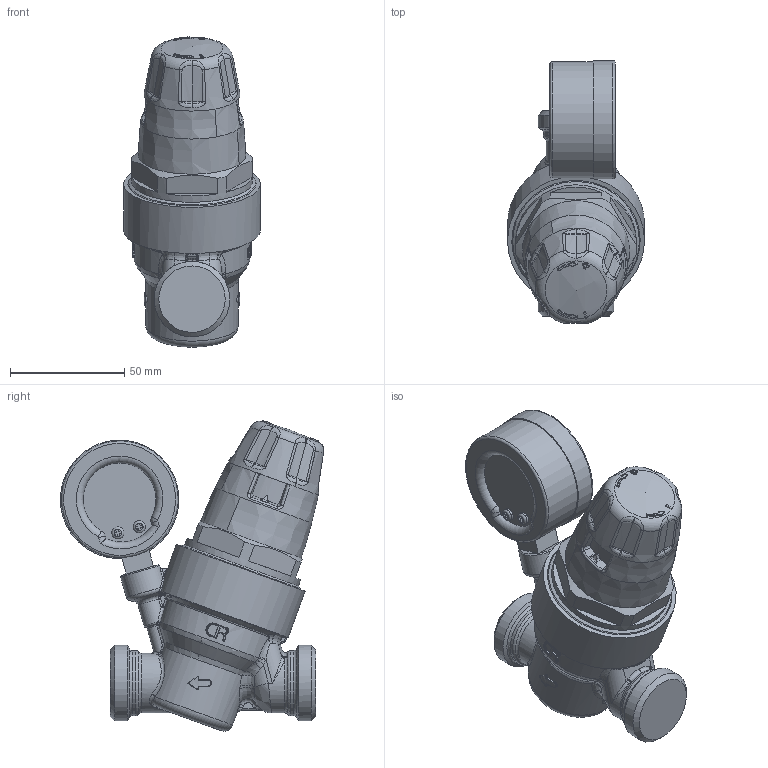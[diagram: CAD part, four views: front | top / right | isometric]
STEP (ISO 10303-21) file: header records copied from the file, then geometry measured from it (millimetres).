
FILE_DESCRIPTION(/* description */ (''),/* implementation_level */ '2;1');
FILE_NAME(/* name */ 'NA535851HA_Simplify_1.stp',/* time_stamp */ '2025-08-19T10:28:39-05:00',/* author */ ('ischreiner'),/* organization */ (''),/* preprocessor_version */ 'ST-DEVELOPER v20',/* originating_system */ 'Autodesk Inventor 2025',/* authorisation */ '');
FILE_SCHEMA (('AUTOMOTIVE_DESIGN { 1 0 10303 214 3 1 1 }'));
Length unit declared in the file: inch
Products named in the file (1): NA535851HA_Simplify_1
Bounding box: 59.99 x 115.27 x 135.88 mm (x, y, z)
Volume: 313166.5 mm3; surface area: 41040.7 mm2
Topology: 2 solids, 2 shells, 812 faces, 2035 edges, 1228 vertices
Faces by surface type: bspline 332, plane 168, cylinder 167, torus 78, sphere 39, cone 28
Full cylindrical faces by diameter (mm): 1.089 x2, 2.723 x1, 3.81 x1, 5.3 x2, 7.95 x1, 10.16 x1, 18 x1, 26 x1, 28.5 x2, 33.1 x2, 44 x1, 51 x1, 52 x1, 53 x1, 60 x1
Entity records: 47181 total; most frequent: CARTESIAN_POINT 28597, ORIENTED_EDGE 4012, DIRECTION 3280, EDGE_CURVE 2006, AXIS2_PLACEMENT_3D 1418, VERTEX_POINT 1228, EDGE_LOOP 842, STYLED_ITEM 814
